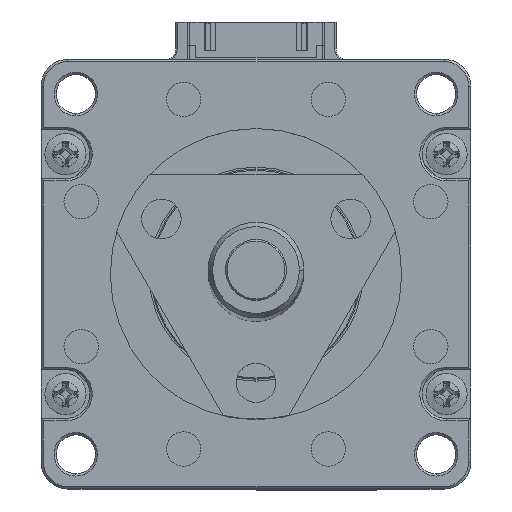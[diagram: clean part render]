
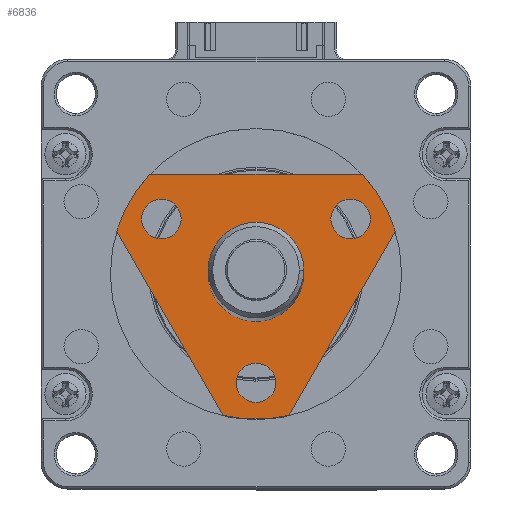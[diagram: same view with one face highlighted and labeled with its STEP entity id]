
A CAD part, top view. The second image highlights one B-rep face of the part: STEP entity #6836.
In plain terms, the highlighted planar face has unit normal (0, 0, 1).
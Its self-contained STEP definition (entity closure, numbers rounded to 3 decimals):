
#130 = EDGE_LOOP ( 'NONE', ( #25041, #36450 ) ) ;
#247 = DIRECTION ( 'NONE',  ( 1., 0., 0. ) ) ;
#515 = VERTEX_POINT ( 'NONE', #29794 ) ;
#521 = CIRCLE ( 'NONE', #43218, 6.25 ) ;
#1433 = AXIS2_PLACEMENT_3D ( 'NONE', #16860, #41718, #24013 ) ;
#1983 = CARTESIAN_POINT ( 'NONE',  ( 9.796, 7.145, 40.4 ) ) ;
#2444 = VECTOR ( 'NONE', #5380, 1000. ) ;
#2540 = DIRECTION ( 'NONE',  ( -1., 0., 0. ) ) ;
#2984 = DIRECTION ( 'NONE',  ( 1., 0., 0. ) ) ;
#3017 = EDGE_CURVE ( 'NONE', #5144, #19305, #521, .T. ) ;
#3255 = LINE ( 'NONE', #34621, #6610 ) ;
#3345 = CARTESIAN_POINT ( 'NONE',  ( -4.296, -18.559, 40.4 ) ) ;
#3360 = LINE ( 'NONE', #45648, #40067 ) ;
#4084 = DIRECTION ( 'NONE',  ( -1., 0., 0. ) ) ;
#4947 = CARTESIAN_POINT ( 'NONE',  ( 18.221, 5.559, 40.4 ) ) ;
#4984 = CIRCLE ( 'NONE', #10838, 2.58 ) ;
#5056 = DIRECTION ( 'NONE',  ( 1., 0., 0. ) ) ;
#5144 = VERTEX_POINT ( 'NONE', #13769 ) ;
#5380 = DIRECTION ( 'NONE',  ( -0.5, -0.866, 0. ) ) ;
#6299 = ORIENTED_EDGE ( 'NONE', *, *, #23415, .F. ) ;
#6520 = CIRCLE ( 'NONE', #24548, 2.58 ) ;
#6610 = VECTOR ( 'NONE', #38185, 1000. ) ;
#6836 = ADVANCED_FACE ( 'NONE', ( #21877, #12934, #32452, #40220, #19656 ), #23847, .F. ) ;
#7241 = DIRECTION ( 'NONE',  ( 0., 0., -1. ) ) ;
#8087 = CARTESIAN_POINT ( 'NONE',  ( 0., -14.29, 40.4 ) ) ;
#8109 = EDGE_LOOP ( 'NONE', ( #31430, #30103 ) ) ;
#8221 = VERTEX_POINT ( 'NONE', #10045 ) ;
#8423 = VERTEX_POINT ( 'NONE', #15716 ) ;
#8464 = CARTESIAN_POINT ( 'NONE',  ( 0., 0., 40.4 ) ) ;
#9296 = ORIENTED_EDGE ( 'NONE', *, *, #10041, .F. ) ;
#9362 = EDGE_CURVE ( 'NONE', #10630, #19820, #10686, .T. ) ;
#9498 = EDGE_CURVE ( 'NONE', #19305, #5144, #27365, .T. ) ;
#9588 = CARTESIAN_POINT ( 'NONE',  ( 0., 0., 40.4 ) ) ;
#9809 = AXIS2_PLACEMENT_3D ( 'NONE', #41077, #12599, #41225 ) ;
#10041 = EDGE_CURVE ( 'NONE', #8423, #32713, #35131, .T. ) ;
#10045 = CARTESIAN_POINT ( 'NONE',  ( -18.221, 5.559, 40.4 ) ) ;
#10414 = CARTESIAN_POINT ( 'NONE',  ( 0., 0., 40.4 ) ) ;
#10630 = VERTEX_POINT ( 'NONE', #19707 ) ;
#10686 = CIRCLE ( 'NONE', #41061, 19.05 ) ;
#10838 = AXIS2_PLACEMENT_3D ( 'NONE', #8087, #32827, #4084 ) ;
#10990 = VERTEX_POINT ( 'NONE', #36026 ) ;
#11928 = DIRECTION ( 'NONE',  ( -1., 0., 0. ) ) ;
#12127 = ORIENTED_EDGE ( 'NONE', *, *, #9498, .F. ) ;
#12599 = DIRECTION ( 'NONE',  ( 0., 0., 1. ) ) ;
#12633 = CIRCLE ( 'NONE', #17389, 19.05 ) ;
#12787 = ORIENTED_EDGE ( 'NONE', *, *, #31250, .F. ) ;
#12934 = FACE_BOUND ( 'NONE', #130, .T. ) ;
#13230 = CIRCLE ( 'NONE', #9809, 2.58 ) ;
#13397 = DIRECTION ( 'NONE',  ( 0., 0., -1. ) ) ;
#13710 = CARTESIAN_POINT ( 'NONE',  ( 0., 0., 40.4 ) ) ;
#13767 = AXIS2_PLACEMENT_3D ( 'NONE', #29298, #14974, #39864 ) ;
#13769 = CARTESIAN_POINT ( 'NONE',  ( -6.25, 0., 40.4 ) ) ;
#13845 = ORIENTED_EDGE ( 'NONE', *, *, #3017, .F. ) ;
#14000 = EDGE_CURVE ( 'NONE', #35945, #10630, #36969, .T. ) ;
#14200 = EDGE_LOOP ( 'NONE', ( #12127, #13845 ) ) ;
#14535 = DIRECTION ( 'NONE',  ( 1., 0., 0. ) ) ;
#14918 = ORIENTED_EDGE ( 'NONE', *, *, #9362, .F. ) ;
#14974 = DIRECTION ( 'NONE',  ( 0., 0., 1. ) ) ;
#15716 = CARTESIAN_POINT ( 'NONE',  ( 2.58, -14.29, 40.4 ) ) ;
#15757 = DIRECTION ( 'NONE',  ( 0., 0., -1. ) ) ;
#15972 = EDGE_CURVE ( 'NONE', #8221, #45064, #21232, .T. ) ;
#16119 = CARTESIAN_POINT ( 'NONE',  ( 14.956, 7.145, 40.4 ) ) ;
#16287 = CARTESIAN_POINT ( 'NONE',  ( -2.58, -14.29, 40.4 ) ) ;
#16860 = CARTESIAN_POINT ( 'NONE',  ( 0., 0., 40.4 ) ) ;
#16969 = AXIS2_PLACEMENT_3D ( 'NONE', #17737, #42136, #31571 ) ;
#17389 = AXIS2_PLACEMENT_3D ( 'NONE', #10414, #34862, #2984 ) ;
#17737 = CARTESIAN_POINT ( 'NONE',  ( 0., -14.29, 40.4 ) ) ;
#18255 = CARTESIAN_POINT ( 'NONE',  ( 0., 0., 40.4 ) ) ;
#19305 = VERTEX_POINT ( 'NONE', #26546 ) ;
#19656 = FACE_OUTER_BOUND ( 'NONE', #29218, .T. ) ;
#19707 = CARTESIAN_POINT ( 'NONE',  ( 4.296, -18.559, 40.4 ) ) ;
#19820 = VERTEX_POINT ( 'NONE', #3345 ) ;
#20160 = EDGE_CURVE ( 'NONE', #26651, #39989, #13230, .T. ) ;
#20992 = DIRECTION ( 'NONE',  ( 0., 0., 1. ) ) ;
#21232 = CIRCLE ( 'NONE', #24609, 19.05 ) ;
#21877 = FACE_BOUND ( 'NONE', #14200, .T. ) ;
#22735 = EDGE_CURVE ( 'NONE', #19820, #8221, #3255, .T. ) ;
#22789 = EDGE_LOOP ( 'NONE', ( #33627, #9296 ) ) ;
#23415 = EDGE_CURVE ( 'NONE', #10990, #35945, #12633, .T. ) ;
#23766 = EDGE_CURVE ( 'NONE', #37674, #515, #6520, .T. ) ;
#23815 = AXIS2_PLACEMENT_3D ( 'NONE', #35171, #20992, #24747 ) ;
#23847 = PLANE ( 'NONE',  #24335 ) ;
#24013 = DIRECTION ( 'NONE',  ( 1., 0., 0. ) ) ;
#24138 = CARTESIAN_POINT ( 'NONE',  ( -13.925, 13., 40.4 ) ) ;
#24335 = AXIS2_PLACEMENT_3D ( 'NONE', #13710, #13397, #2540 ) ;
#24548 = AXIS2_PLACEMENT_3D ( 'NONE', #29694, #33256, #11928 ) ;
#24609 = AXIS2_PLACEMENT_3D ( 'NONE', #18255, #7241, #247 ) ;
#24747 = DIRECTION ( 'NONE',  ( -1., 0., 0. ) ) ;
#25041 = ORIENTED_EDGE ( 'NONE', *, *, #31451, .F. ) ;
#25791 = ORIENTED_EDGE ( 'NONE', *, *, #14000, .F. ) ;
#26546 = CARTESIAN_POINT ( 'NONE',  ( 6.25, 0., 40.4 ) ) ;
#26651 = VERTEX_POINT ( 'NONE', #1983 ) ;
#27365 = CIRCLE ( 'NONE', #1433, 6.25 ) ;
#27529 = EDGE_CURVE ( 'NONE', #39989, #26651, #38041, .T. ) ;
#29218 = EDGE_LOOP ( 'NONE', ( #6299, #12787, #42892, #34128, #14918, #25791 ) ) ;
#29298 = CARTESIAN_POINT ( 'NONE',  ( -12.376, 7.145, 40.4 ) ) ;
#29694 = CARTESIAN_POINT ( 'NONE',  ( -12.376, 7.145, 40.4 ) ) ;
#29794 = CARTESIAN_POINT ( 'NONE',  ( -14.956, 7.145, 40.4 ) ) ;
#30103 = ORIENTED_EDGE ( 'NONE', *, *, #27529, .F. ) ;
#31250 = EDGE_CURVE ( 'NONE', #45064, #10990, #3360, .T. ) ;
#31430 = ORIENTED_EDGE ( 'NONE', *, *, #20160, .F. ) ;
#31451 = EDGE_CURVE ( 'NONE', #515, #37674, #43898, .T. ) ;
#31571 = DIRECTION ( 'NONE',  ( -1., 0., 0. ) ) ;
#32452 = FACE_BOUND ( 'NONE', #8109, .T. ) ;
#32713 = VERTEX_POINT ( 'NONE', #16287 ) ;
#32827 = DIRECTION ( 'NONE',  ( 0., 0., 1. ) ) ;
#33256 = DIRECTION ( 'NONE',  ( 0., 0., 1. ) ) ;
#33627 = ORIENTED_EDGE ( 'NONE', *, *, #33865, .F. ) ;
#33865 = EDGE_CURVE ( 'NONE', #32713, #8423, #4984, .T. ) ;
#34003 = CARTESIAN_POINT ( 'NONE',  ( 18.221, 5.559, 40.4 ) ) ;
#34128 = ORIENTED_EDGE ( 'NONE', *, *, #22735, .F. ) ;
#34503 = DIRECTION ( 'NONE',  ( 0., 0., 1. ) ) ;
#34621 = CARTESIAN_POINT ( 'NONE',  ( -4.296, -18.559, 40.4 ) ) ;
#34862 = DIRECTION ( 'NONE',  ( 0., 0., -1. ) ) ;
#35131 = CIRCLE ( 'NONE', #16969, 2.58 ) ;
#35171 = CARTESIAN_POINT ( 'NONE',  ( 12.376, 7.145, 40.4 ) ) ;
#35945 = VERTEX_POINT ( 'NONE', #4947 ) ;
#36026 = CARTESIAN_POINT ( 'NONE',  ( 13.925, 13., 40.4 ) ) ;
#36450 = ORIENTED_EDGE ( 'NONE', *, *, #23766, .F. ) ;
#36969 = LINE ( 'NONE', #34003, #2444 ) ;
#37025 = CARTESIAN_POINT ( 'NONE',  ( -9.796, 7.145, 40.4 ) ) ;
#37674 = VERTEX_POINT ( 'NONE', #37025 ) ;
#38041 = CIRCLE ( 'NONE', #23815, 2.58 ) ;
#38078 = DIRECTION ( 'NONE',  ( 1., 0., 0. ) ) ;
#38185 = DIRECTION ( 'NONE',  ( -0.5, 0.866, 0. ) ) ;
#39864 = DIRECTION ( 'NONE',  ( -1., 0., 0. ) ) ;
#39989 = VERTEX_POINT ( 'NONE', #16119 ) ;
#40067 = VECTOR ( 'NONE', #14535, 1000. ) ;
#40220 = FACE_BOUND ( 'NONE', #22789, .T. ) ;
#41061 = AXIS2_PLACEMENT_3D ( 'NONE', #8464, #15757, #5056 ) ;
#41077 = CARTESIAN_POINT ( 'NONE',  ( 12.376, 7.145, 40.4 ) ) ;
#41225 = DIRECTION ( 'NONE',  ( -1., 0., 0. ) ) ;
#41718 = DIRECTION ( 'NONE',  ( 0., 0., 1. ) ) ;
#42136 = DIRECTION ( 'NONE',  ( 0., 0., 1. ) ) ;
#42892 = ORIENTED_EDGE ( 'NONE', *, *, #15972, .F. ) ;
#43218 = AXIS2_PLACEMENT_3D ( 'NONE', #9588, #34503, #38078 ) ;
#43898 = CIRCLE ( 'NONE', #13767, 2.58 ) ;
#45064 = VERTEX_POINT ( 'NONE', #24138 ) ;
#45648 = CARTESIAN_POINT ( 'NONE',  ( 0., 13., 40.4 ) ) ;
